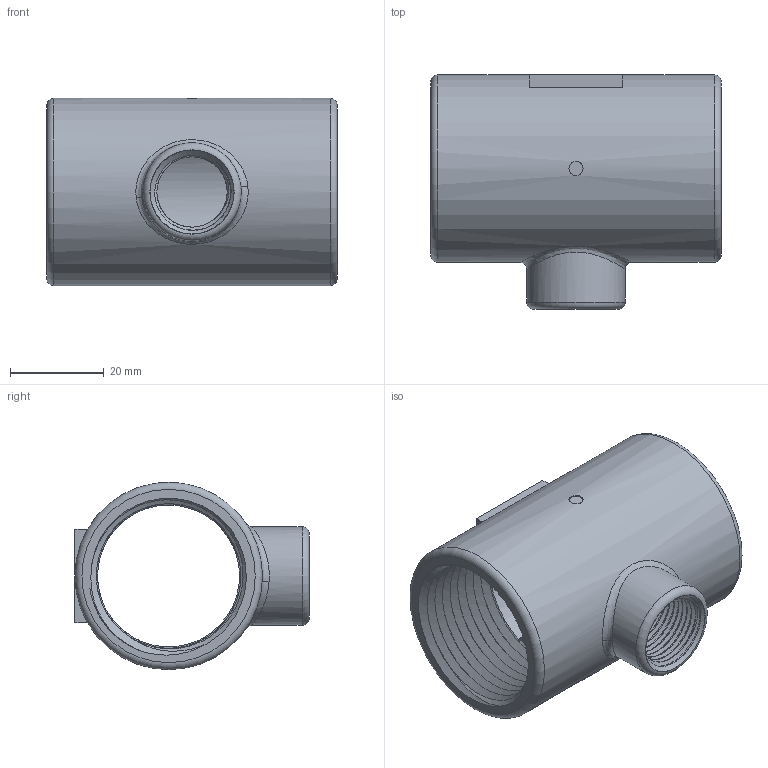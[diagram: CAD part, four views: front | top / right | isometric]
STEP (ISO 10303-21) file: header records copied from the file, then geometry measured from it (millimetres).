
FILE_DESCRIPTION(/* description */ ('Unknown'),/* implementation_level */ '2;1');
FILE_NAME(/* name */ 'dn25xdn10 -',/* time_stamp */ '2020-11-10T15:22:06+08:00',/* author */ ('Unknown'),/* organization */ ('Unknown'),/* preprocessor_version */ 'ST-DEVELOPER v16.7',/* originating_system */ 'DEX',/* authorisation */ $);
FILE_SCHEMA (('AUTOMOTIVE_DESIGN {1 0 10303 214 3 1 1}'));
Length unit declared in the file: millimetre
Products named in the file (1): dn25xdn10 -
Bounding box: 62 x 50 x 40 mm (x, y, z)
Volume: 29344.1 mm3; surface area: 19433.1 mm2
Topology: 1 solids, 1 shells, 47 faces, 152 edges, 109 vertices
Faces by surface type: plane 16, bspline 13, cylinder 12, cone 3, torus 3
Full cylindrical faces by diameter (mm): 3 x1, 15 x7, 21 x1, 30.3 x1, 40 x1
Entity records: 16931 total; most frequent: CARTESIAN_POINT 15927, ORIENTED_EDGE 266, EDGE_CURVE 133, DIRECTION 113, VERTEX_POINT 107, EDGE_LOOP 56, FACE_BOUND 56, B_SPLINE_CURVE_WITH_KNOTS 55
